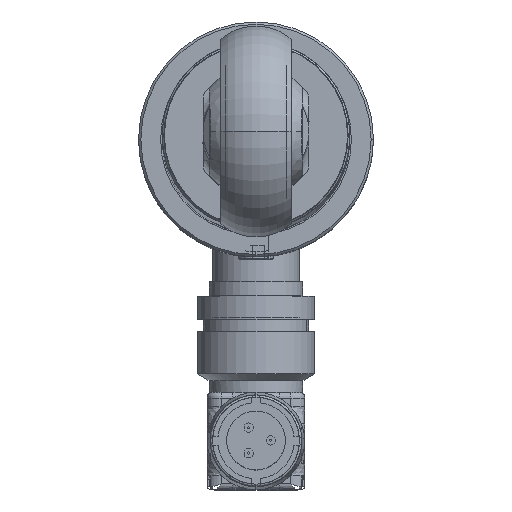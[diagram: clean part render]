
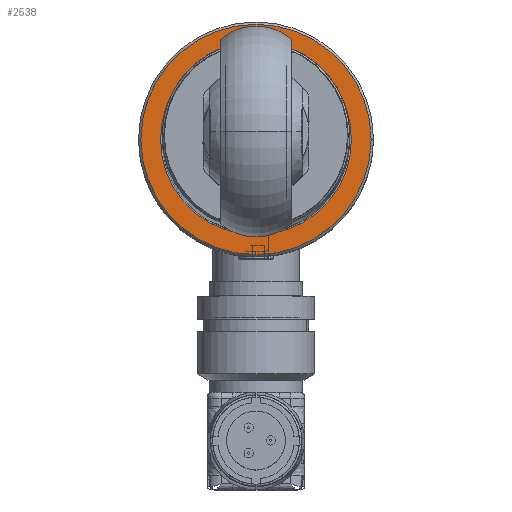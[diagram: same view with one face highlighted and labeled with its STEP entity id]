
A CAD part, top view. The second image highlights one B-rep face of the part: STEP entity #2538.
In plain terms, the highlighted planar face has unit normal (0, 0, 1).
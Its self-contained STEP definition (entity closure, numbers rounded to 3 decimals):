
#1251 = VERTEX_POINT ( 'NONE', #14824 ) ;
#1264 = EDGE_CURVE ( 'NONE', #1275, #1251, #14942, .T. ) ;
#1275 = VERTEX_POINT ( 'NONE', #14996 ) ;
#2514 = EDGE_CURVE ( 'NONE', #20045, #20050, #5792, .T. ) ;
#2517 = EDGE_LOOP ( 'NONE', ( #2520, #2536 ) ) ;
#2520 = ORIENTED_EDGE ( 'NONE', *, *, #2514, .T. ) ;
#2523 = EDGE_CURVE ( 'NONE', #1251, #1275, #5783, .T. ) ;
#2527 = ORIENTED_EDGE ( 'NONE', *, *, #2523, .F. ) ;
#2534 = ORIENTED_EDGE ( 'NONE', *, *, #1264, .F. ) ;
#2536 = ORIENTED_EDGE ( 'NONE', *, *, #20070, .T. ) ;
#2538 = ADVANCED_FACE ( 'NONE', ( #5847, #5846 ), #5819, .T. ) ;
#2540 = EDGE_LOOP ( 'NONE', ( #2527, #2534 ) ) ;
#5737 = DIRECTION ( 'NONE',  ( 0., 0., 1. ) ) ;
#5739 = CARTESIAN_POINT ( 'NONE',  ( 0., 0., -192.2 ) ) ;
#5771 = DIRECTION ( 'NONE',  ( -1., 0., 0. ) ) ;
#5772 = DIRECTION ( 'NONE',  ( 0., 0., 1. ) ) ;
#5773 = CARTESIAN_POINT ( 'NONE',  ( 0., 0., -192.2 ) ) ;
#5774 = AXIS2_PLACEMENT_3D ( 'NONE', #5773, #5772, #5771 ) ;
#5783 = CIRCLE ( 'NONE', #5774, 8.125 ) ;
#5790 = DIRECTION ( 'NONE',  ( -1., 0., 0. ) ) ;
#5791 = AXIS2_PLACEMENT_3D ( 'NONE', #5739, #5737, #5790 ) ;
#5792 = CIRCLE ( 'NONE', #5791, 9.8 ) ;
#5819 = PLANE ( 'NONE',  #5822 ) ;
#5822 = AXIS2_PLACEMENT_3D ( 'NONE', #5879, #5878, #5877 ) ;
#5846 = FACE_BOUND ( 'NONE', #2540, .T. ) ;
#5847 = FACE_OUTER_BOUND ( 'NONE', #2517, .T. ) ;
#5877 = DIRECTION ( 'NONE',  ( -1., 0., 0. ) ) ;
#5878 = DIRECTION ( 'NONE',  ( 0., 0., 1. ) ) ;
#5879 = CARTESIAN_POINT ( 'NONE',  ( 0., 0., -192.2 ) ) ;
#14824 = CARTESIAN_POINT ( 'NONE',  ( -8.125, 0., -192.2 ) ) ;
#14937 = DIRECTION ( 'NONE',  ( -1., 0., 0. ) ) ;
#14939 = DIRECTION ( 'NONE',  ( 0., 0., 1. ) ) ;
#14940 = CARTESIAN_POINT ( 'NONE',  ( 0., 0., -192.2 ) ) ;
#14941 = AXIS2_PLACEMENT_3D ( 'NONE', #14940, #14939, #14937 ) ;
#14942 = CIRCLE ( 'NONE', #14941, 8.125 ) ;
#14996 = CARTESIAN_POINT ( 'NONE',  ( 8.125, 0., -192.2 ) ) ;
#18613 = CARTESIAN_POINT ( 'NONE',  ( -9.8, 0., -192.2 ) ) ;
#18624 = CARTESIAN_POINT ( 'NONE',  ( 9.8, 0., -192.2 ) ) ;
#18661 = AXIS2_PLACEMENT_3D ( 'NONE', #18726, #18725, #18724 ) ;
#18724 = DIRECTION ( 'NONE',  ( -1., 0., 0. ) ) ;
#18725 = DIRECTION ( 'NONE',  ( 0., 0., 1. ) ) ;
#18726 = CARTESIAN_POINT ( 'NONE',  ( 0., 0., -192.2 ) ) ;
#18740 = CIRCLE ( 'NONE', #18661, 9.8 ) ;
#20045 = VERTEX_POINT ( 'NONE', #18624 ) ;
#20050 = VERTEX_POINT ( 'NONE', #18613 ) ;
#20070 = EDGE_CURVE ( 'NONE', #20050, #20045, #18740, .T. ) ;
